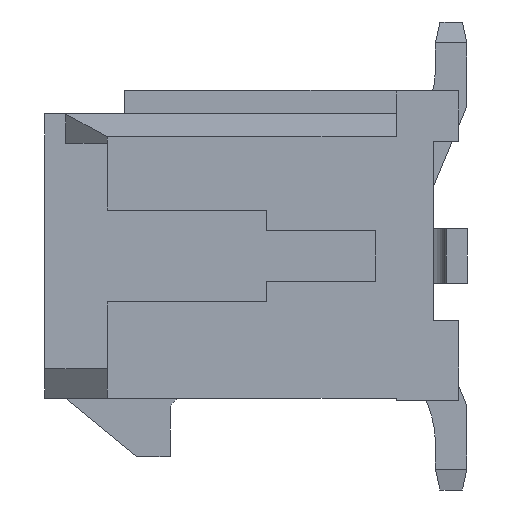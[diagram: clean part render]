
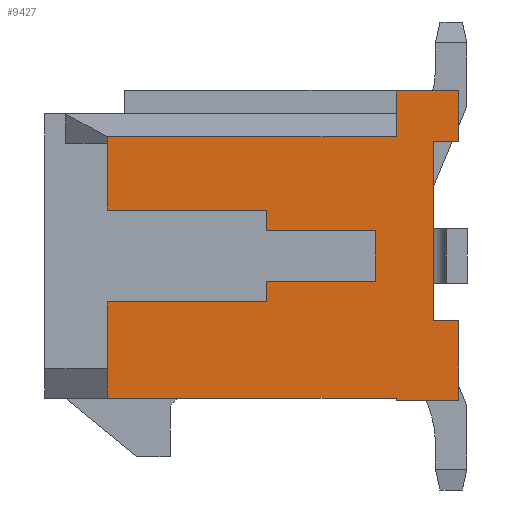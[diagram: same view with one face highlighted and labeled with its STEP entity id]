
A CAD part, left-side view. The second image highlights one B-rep face of the part: STEP entity #9427.
In plain terms, the highlighted planar face has unit normal (-1, 0, 0).
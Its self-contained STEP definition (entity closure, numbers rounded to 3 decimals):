
#1=DIRECTION('',(0.,-1.,0.));
#2=VECTOR('',#1,6.91);
#3=CARTESIAN_POINT('',(-12.325,8.41,-3.4));
#4=LINE('',#3,#2);
#41=DIRECTION('',(0.,0.,-1.));
#42=VECTOR('',#41,1.9);
#43=CARTESIAN_POINT('',(-12.325,0.,-1.55));
#44=LINE('',#43,#42);
#45=DIRECTION('',(0.,0.,1.));
#46=VECTOR('',#45,0.7);
#47=CARTESIAN_POINT('',(-12.325,8.41,-3.4));
#48=LINE('',#47,#46);
#49=DIRECTION('',(0.,0.,-1.));
#50=VECTOR('',#49,1.6);
#51=CARTESIAN_POINT('',(-12.325,8.41,-1.1));
#52=LINE('',#51,#50);
#53=DIRECTION('',(0.,-1.,0.));
#54=VECTOR('',#53,3.8);
#55=CARTESIAN_POINT('',(-12.325,8.41,-1.1));
#56=LINE('',#55,#54);
#57=DIRECTION('',(0.,0.,-1.));
#58=VECTOR('',#57,0.5);
#59=CARTESIAN_POINT('',(-12.325,4.61,-0.6));
#60=LINE('',#59,#58);
#61=DIRECTION('',(0.,1.,0.));
#62=VECTOR('',#61,2.61);
#63=CARTESIAN_POINT('',(-12.325,2.,-0.6));
#64=LINE('',#63,#62);
#65=DIRECTION('',(0.,0.,-1.));
#66=VECTOR('',#65,1.2);
#67=CARTESIAN_POINT('',(-12.325,2.,0.6));
#68=LINE('',#67,#66);
#69=DIRECTION('',(0.,-1.,0.));
#70=VECTOR('',#69,2.61);
#71=CARTESIAN_POINT('',(-12.325,4.61,0.6));
#72=LINE('',#71,#70);
#73=DIRECTION('',(0.,0.,-1.));
#74=VECTOR('',#73,0.5);
#75=CARTESIAN_POINT('',(-12.325,4.61,1.1));
#76=LINE('',#75,#74);
#77=DIRECTION('',(0.,-1.,0.));
#78=VECTOR('',#77,3.8);
#79=CARTESIAN_POINT('',(-12.325,8.41,1.1));
#80=LINE('',#79,#78);
#81=DIRECTION('',(0.,0.,-1.));
#82=VECTOR('',#81,1.6);
#83=CARTESIAN_POINT('',(-12.325,8.41,2.7));
#84=LINE('',#83,#82);
#85=DIRECTION('',(0.,0.,1.));
#86=VECTOR('',#85,0.15);
#87=CARTESIAN_POINT('',(-12.325,8.41,2.7));
#88=LINE('',#87,#86);
#89=DIRECTION('',(0.,-1.,0.));
#90=VECTOR('',#89,6.91);
#91=CARTESIAN_POINT('',(-12.325,8.41,2.85));
#92=LINE('',#91,#90);
#93=DIRECTION('',(0.,0.,-1.));
#94=VECTOR('',#93,1.2);
#95=CARTESIAN_POINT('',(-12.325,0.,3.95));
#96=LINE('',#95,#94);
#97=DIRECTION('',(0.,1.,0.));
#98=VECTOR('',#97,0.6);
#99=CARTESIAN_POINT('',(-12.325,0.,2.75));
#100=LINE('',#99,#98);
#101=DIRECTION('',(0.,-1.,0.));
#102=VECTOR('',#101,0.6);
#103=CARTESIAN_POINT('',(-12.325,0.6,-1.55));
#104=LINE('',#103,#102);
#785=DIRECTION('',(0.,0.,1.));
#786=VECTOR('',#785,4.3);
#787=CARTESIAN_POINT('',(-12.325,0.6,-1.55));
#788=LINE('',#787,#786);
#2925=DIRECTION('',(0.,1.,0.));
#2926=VECTOR('',#2925,1.5);
#2927=CARTESIAN_POINT('',(-12.325,0.,-3.45));
#2928=LINE('',#2927,#2926);
#2953=DIRECTION('',(0.,0.,-1.));
#2954=VECTOR('',#2953,0.05);
#2955=CARTESIAN_POINT('',(-12.325,1.5,-3.4));
#2956=LINE('',#2955,#2954);
#3053=DIRECTION('',(0.,-1.,0.));
#3054=VECTOR('',#3053,1.5);
#3055=CARTESIAN_POINT('',(-12.325,1.5,3.95));
#3056=LINE('',#3055,#3054);
#3437=DIRECTION('',(0.,0.,-1.));
#3438=VECTOR('',#3437,1.1);
#3439=CARTESIAN_POINT('',(-12.325,1.5,3.95));
#3440=LINE('',#3439,#3438);
#7083=CARTESIAN_POINT('',(-12.325,8.41,-3.4));
#7085=VERTEX_POINT('',#7083);
#7245=CARTESIAN_POINT('',(-12.325,0.,2.75));
#7246=CARTESIAN_POINT('',(-12.325,0.6,2.75));
#7247=VERTEX_POINT('',#7245);
#7248=VERTEX_POINT('',#7246);
#7427=CARTESIAN_POINT('',(-12.325,0.,3.95));
#7429=VERTEX_POINT('',#7427);
#7435=CARTESIAN_POINT('',(-12.325,1.5,3.95));
#7436=VERTEX_POINT('',#7435);
#7445=CARTESIAN_POINT('',(-12.325,1.5,2.85));
#7447=VERTEX_POINT('',#7445);
#7451=CARTESIAN_POINT('',(-12.325,8.41,2.85));
#7452=VERTEX_POINT('',#7451);
#7462=CARTESIAN_POINT('',(-12.325,0.,-1.55));
#7464=VERTEX_POINT('',#7462);
#7473=CARTESIAN_POINT('',(-12.325,0.6,-1.55));
#7474=VERTEX_POINT('',#7473);
#7487=CARTESIAN_POINT('',(-12.325,1.5,-3.45));
#7489=VERTEX_POINT('',#7487);
#7493=CARTESIAN_POINT('',(-12.325,0.,-3.45));
#7494=VERTEX_POINT('',#7493);
#7511=CARTESIAN_POINT('',(-12.325,1.5,-3.4));
#7512=VERTEX_POINT('',#7511);
#7691=CARTESIAN_POINT('',(-12.325,8.41,-1.1));
#7692=VERTEX_POINT('',#7691);
#7693=CARTESIAN_POINT('',(-12.325,8.41,-2.7));
#7694=VERTEX_POINT('',#7693);
#7695=CARTESIAN_POINT('',(-12.325,8.41,2.7));
#7697=VERTEX_POINT('',#7695);
#7699=CARTESIAN_POINT('',(-12.325,8.41,1.1));
#7700=VERTEX_POINT('',#7699);
#7701=CARTESIAN_POINT('',(-12.325,4.61,1.1));
#7702=VERTEX_POINT('',#7701);
#7703=CARTESIAN_POINT('',(-12.325,4.61,0.6));
#7704=VERTEX_POINT('',#7703);
#7705=CARTESIAN_POINT('',(-12.325,2.,0.6));
#7706=VERTEX_POINT('',#7705);
#7707=CARTESIAN_POINT('',(-12.325,2.,-0.6));
#7708=VERTEX_POINT('',#7707);
#7709=CARTESIAN_POINT('',(-12.325,4.61,-0.6));
#7710=VERTEX_POINT('',#7709);
#7711=CARTESIAN_POINT('',(-12.325,4.61,-1.1));
#7712=VERTEX_POINT('',#7711);
#9377=CARTESIAN_POINT('',(-12.325,9.91,-3.4));
#9378=DIRECTION('',(-1.,0.,0.));
#9379=DIRECTION('',(0.,-1.,0.));
#9380=AXIS2_PLACEMENT_3D('',#9377,#9378,#9379);
#9381=PLANE('',#9380);
#9383=ORIENTED_EDGE('',*,*,#9382,.T.);
#9385=ORIENTED_EDGE('',*,*,#9384,.T.);
#9387=ORIENTED_EDGE('',*,*,#9386,.F.);
#9388=ORIENTED_EDGE('',*,*,#9348,.F.);
#9390=ORIENTED_EDGE('',*,*,#9389,.T.);
#9392=ORIENTED_EDGE('',*,*,#9391,.F.);
#9394=ORIENTED_EDGE('',*,*,#9393,.T.);
#9396=ORIENTED_EDGE('',*,*,#9395,.F.);
#9398=ORIENTED_EDGE('',*,*,#9397,.F.);
#9400=ORIENTED_EDGE('',*,*,#9399,.F.);
#9402=ORIENTED_EDGE('',*,*,#9401,.F.);
#9404=ORIENTED_EDGE('',*,*,#9403,.F.);
#9406=ORIENTED_EDGE('',*,*,#9405,.F.);
#9408=ORIENTED_EDGE('',*,*,#9407,.F.);
#9410=ORIENTED_EDGE('',*,*,#9409,.T.);
#9412=ORIENTED_EDGE('',*,*,#9411,.T.);
#9414=ORIENTED_EDGE('',*,*,#9413,.F.);
#9416=ORIENTED_EDGE('',*,*,#9415,.T.);
#9418=ORIENTED_EDGE('',*,*,#9417,.T.);
#9420=ORIENTED_EDGE('',*,*,#9419,.T.);
#9422=ORIENTED_EDGE('',*,*,#9421,.F.);
#9424=ORIENTED_EDGE('',*,*,#9423,.T.);
#9425=EDGE_LOOP('',(#9383,#9385,#9387,#9388,#9390,#9392,#9394,#9396,#9398,#9400,
#9402,#9404,#9406,#9408,#9410,#9412,#9414,#9416,#9418,#9420,#9422,#9424));
#9426=FACE_OUTER_BOUND('',#9425,.F.);
#9348=EDGE_CURVE('',#7085,#7512,#4,.T.);
#9382=EDGE_CURVE('',#7464,#7494,#44,.T.);
#9384=EDGE_CURVE('',#7494,#7489,#2928,.T.);
#9386=EDGE_CURVE('',#7512,#7489,#2956,.T.);
#9389=EDGE_CURVE('',#7085,#7694,#48,.T.);
#9391=EDGE_CURVE('',#7692,#7694,#52,.T.);
#9393=EDGE_CURVE('',#7692,#7712,#56,.T.);
#9395=EDGE_CURVE('',#7710,#7712,#60,.T.);
#9397=EDGE_CURVE('',#7708,#7710,#64,.T.);
#9399=EDGE_CURVE('',#7706,#7708,#68,.T.);
#9401=EDGE_CURVE('',#7704,#7706,#72,.T.);
#9403=EDGE_CURVE('',#7702,#7704,#76,.T.);
#9405=EDGE_CURVE('',#7700,#7702,#80,.T.);
#9407=EDGE_CURVE('',#7697,#7700,#84,.T.);
#9409=EDGE_CURVE('',#7697,#7452,#88,.T.);
#9411=EDGE_CURVE('',#7452,#7447,#92,.T.);
#9413=EDGE_CURVE('',#7436,#7447,#3440,.T.);
#9415=EDGE_CURVE('',#7436,#7429,#3056,.T.);
#9417=EDGE_CURVE('',#7429,#7247,#96,.T.);
#9419=EDGE_CURVE('',#7247,#7248,#100,.T.);
#9421=EDGE_CURVE('',#7474,#7248,#788,.T.);
#9423=EDGE_CURVE('',#7474,#7464,#104,.T.);
#9427=ADVANCED_FACE('',(#9426),#9381,.T.);
